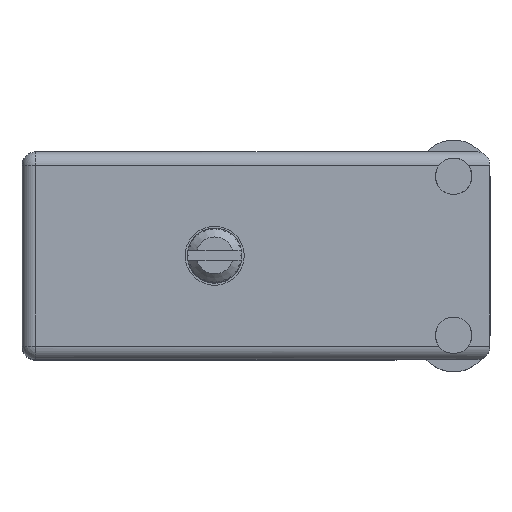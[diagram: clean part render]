
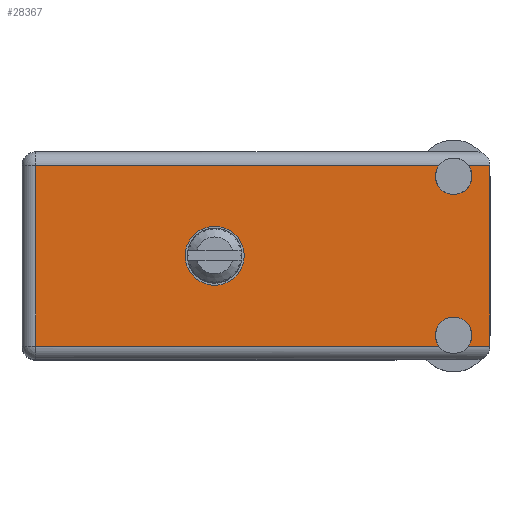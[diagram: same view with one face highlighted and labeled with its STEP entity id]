
A CAD part, top view. The second image highlights one B-rep face of the part: STEP entity #28367.
In plain terms, the highlighted face is planar.
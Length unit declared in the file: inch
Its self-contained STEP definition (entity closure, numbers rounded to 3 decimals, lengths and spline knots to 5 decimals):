
#1319 = CARTESIAN_POINT ( 'NONE',  ( 0.6625, 0.906, -0.3575 ) ) ;
#5772 = EDGE_CURVE ( 'NONE', #109364, #60967, #107788, .T. ) ;
#6772 = EDGE_CURVE ( 'NONE', #66895, #157033, #114715, .T. ) ;
#8276 = FACE_OUTER_BOUND ( 'NONE', #28147, .T. ) ;
#8318 = CARTESIAN_POINT ( 'NONE',  ( 0.047, 0.906, -0.047 ) ) ;
#8342 = ORIENTED_EDGE ( 'NONE', *, *, #157909, .F. ) ;
#9280 = CARTESIAN_POINT ( 'NONE',  ( 0.6625, 0.906, -0.459 ) ) ;
#12555 = ORIENTED_EDGE ( 'NONE', *, *, #88607, .F. ) ;
#12794 = VECTOR ( 'NONE', #63477, 39.37008 ) ;
#13419 = EDGE_CURVE ( 'NONE', #66895, #153001, #162870, .T. ) ;
#14392 = AXIS2_PLACEMENT_3D ( 'NONE', #15439, #41738, #173866 ) ;
#14961 = LINE ( 'NONE', #72176, #178216 ) ;
#15439 = CARTESIAN_POINT ( 'NONE',  ( 1.484, 0.906, -0.631 ) ) ;
#17190 = CARTESIAN_POINT ( 'NONE',  ( 1.609, 0.906, 0. ) ) ;
#23328 = ORIENTED_EDGE ( 'NONE', *, *, #28064, .T. ) ;
#23542 = EDGE_CURVE ( 'NONE', #60967, #79720, #37521, .T. ) ;
#24986 = CARTESIAN_POINT ( 'NONE',  ( 0., 0.906, -0.668 ) ) ;
#27795 = DIRECTION ( 'NONE',  ( 0., 1., 0. ) ) ;
#28064 = EDGE_CURVE ( 'NONE', #162195, #95499, #14961, .T. ) ;
#28147 = EDGE_LOOP ( 'NONE', ( #179525, #56554, #152325, #28912, #12555, #23328, #55179, #8342, #59181, #91863 ) ) ;
#28367 = ADVANCED_FACE ( 'NONE', ( #52330, #8276 ), #65491, .T. ) ;
#28492 = DIRECTION ( 'NONE',  ( 0., 0., 1. ) ) ;
#28912 = ORIENTED_EDGE ( 'NONE', *, *, #13419, .T. ) ;
#33140 = CARTESIAN_POINT ( 'NONE',  ( 0.6625, 0.906, -0.256 ) ) ;
#37521 = LINE ( 'NONE', #107896, #70530 ) ;
#40809 = CARTESIAN_POINT ( 'NONE',  ( 1.53437, 0.906, -0.047 ) ) ;
#41738 = DIRECTION ( 'NONE',  ( 0., 1., 0. ) ) ;
#47525 = EDGE_CURVE ( 'NONE', #141474, #95499, #61195, .T. ) ;
#47722 = ORIENTED_EDGE ( 'NONE', *, *, #101199, .F. ) ;
#47934 = CARTESIAN_POINT ( 'NONE',  ( 1.484, 0.906, -0.1465 ) ) ;
#50721 = VERTEX_POINT ( 'NONE', #33140 ) ;
#52330 = FACE_BOUND ( 'NONE', #148344, .T. ) ;
#55179 = ORIENTED_EDGE ( 'NONE', *, *, #47525, .F. ) ;
#56554 = ORIENTED_EDGE ( 'NONE', *, *, #168593, .F. ) ;
#57853 = CARTESIAN_POINT ( 'NONE',  ( 0.047, 0.906, -0.668 ) ) ;
#59181 = ORIENTED_EDGE ( 'NONE', *, *, #140691, .T. ) ;
#60967 = VERTEX_POINT ( 'NONE', #8318 ) ;
#61195 = CIRCLE ( 'NONE', #165930, 0.0625 ) ;
#63477 = DIRECTION ( 'NONE',  ( 1., 0., 0. ) ) ;
#64565 = CARTESIAN_POINT ( 'NONE',  ( 1.484, 0.906, -0.631 ) ) ;
#65491 = PLANE ( 'NONE',  #79495 ) ;
#66118 = CARTESIAN_POINT ( 'NONE',  ( 1.43363, 0.906, -0.047 ) ) ;
#66895 = VERTEX_POINT ( 'NONE', #40809 ) ;
#70530 = VECTOR ( 'NONE', #149167, 39.37008 ) ;
#71412 = CIRCLE ( 'NONE', #143305, 0.0625 ) ;
#72176 = CARTESIAN_POINT ( 'NONE',  ( 0., 0.906, -0.668 ) ) ;
#74416 = DIRECTION ( 'NONE',  ( 0., 0., 1. ) ) ;
#77731 = DIRECTION ( 'NONE',  ( 0., 0., 1. ) ) ;
#79495 = AXIS2_PLACEMENT_3D ( 'NONE', #122704, #179846, #109552 ) ;
#79720 = VERTEX_POINT ( 'NONE', #66118 ) ;
#82642 = CARTESIAN_POINT ( 'NONE',  ( 1.53437, 0.906, -0.668 ) ) ;
#82712 = CARTESIAN_POINT ( 'NONE',  ( 1.609, 0.906, -0.668 ) ) ;
#83146 = DIRECTION ( 'NONE',  ( 0., 0., 1. ) ) ;
#86295 = CIRCLE ( 'NONE', #14392, 0.0625 ) ;
#87107 = CARTESIAN_POINT ( 'NONE',  ( 1.484, 0.906, -0.5685 ) ) ;
#88607 = EDGE_CURVE ( 'NONE', #162195, #153001, #128854, .T. ) ;
#91863 = ORIENTED_EDGE ( 'NONE', *, *, #5772, .T. ) ;
#94635 = CARTESIAN_POINT ( 'NONE',  ( 0.047, 0.906, -0.715 ) ) ;
#95499 = VERTEX_POINT ( 'NONE', #82642 ) ;
#95816 = VECTOR ( 'NONE', #105960, 39.37008 ) ;
#96309 = LINE ( 'NONE', #24986, #131103 ) ;
#96443 = AXIS2_PLACEMENT_3D ( 'NONE', #128250, #112321, #111388 ) ;
#99720 = AXIS2_PLACEMENT_3D ( 'NONE', #110381, #27795, #83146 ) ;
#101199 = EDGE_CURVE ( 'NONE', #50721, #142283, #141399, .T. ) ;
#102830 = ORIENTED_EDGE ( 'NONE', *, *, #119774, .F. ) ;
#105960 = DIRECTION ( 'NONE',  ( 0., 0., 1. ) ) ;
#107788 = LINE ( 'NONE', #94635, #95816 ) ;
#107896 = CARTESIAN_POINT ( 'NONE',  ( 1.609, 0.906, -0.047 ) ) ;
#108995 = CIRCLE ( 'NONE', #177903, 0.1015 ) ;
#109364 = VERTEX_POINT ( 'NONE', #57853 ) ;
#109552 = DIRECTION ( 'NONE',  ( 0., 0., 1. ) ) ;
#110381 = CARTESIAN_POINT ( 'NONE',  ( 1.484, 0.906, -0.084 ) ) ;
#111287 = DIRECTION ( 'NONE',  ( -1., 0., 0. ) ) ;
#111388 = DIRECTION ( 'NONE',  ( 0., 0., 1. ) ) ;
#112321 = DIRECTION ( 'NONE',  ( 0., 1., 0. ) ) ;
#114715 = CIRCLE ( 'NONE', #99720, 0.0625 ) ;
#119774 = EDGE_CURVE ( 'NONE', #142283, #50721, #108995, .T. ) ;
#122704 = CARTESIAN_POINT ( 'NONE',  ( 0., 0.906, -0.715 ) ) ;
#128250 = CARTESIAN_POINT ( 'NONE',  ( 0.6625, 0.906, -0.3575 ) ) ;
#128854 = LINE ( 'NONE', #17190, #176578 ) ;
#130725 = DIRECTION ( 'NONE',  ( 0., 1., 0. ) ) ;
#131103 = VECTOR ( 'NONE', #111287, 39.37008 ) ;
#135873 = CARTESIAN_POINT ( 'NONE',  ( 1.484, 0.906, -0.084 ) ) ;
#140691 = EDGE_CURVE ( 'NONE', #173973, #109364, #96309, .T. ) ;
#141399 = CIRCLE ( 'NONE', #96443, 0.1015 ) ;
#141474 = VERTEX_POINT ( 'NONE', #87107 ) ;
#142283 = VERTEX_POINT ( 'NONE', #9280 ) ;
#143305 = AXIS2_PLACEMENT_3D ( 'NONE', #135873, #180784, #165805 ) ;
#148344 = EDGE_LOOP ( 'NONE', ( #47722, #102830 ) ) ;
#148984 = DIRECTION ( 'NONE',  ( 0., 1., 0. ) ) ;
#149167 = DIRECTION ( 'NONE',  ( 1., 0., 0. ) ) ;
#152325 = ORIENTED_EDGE ( 'NONE', *, *, #6772, .F. ) ;
#153001 = VERTEX_POINT ( 'NONE', #170094 ) ;
#157033 = VERTEX_POINT ( 'NONE', #47934 ) ;
#157909 = EDGE_CURVE ( 'NONE', #173973, #141474, #86295, .T. ) ;
#158046 = CARTESIAN_POINT ( 'NONE',  ( 1.43363, 0.906, -0.668 ) ) ;
#162195 = VERTEX_POINT ( 'NONE', #82712 ) ;
#162870 = LINE ( 'NONE', #175992, #12794 ) ;
#165805 = DIRECTION ( 'NONE',  ( 0., 0., 1. ) ) ;
#165930 = AXIS2_PLACEMENT_3D ( 'NONE', #64565, #148984, #77731 ) ;
#168593 = EDGE_CURVE ( 'NONE', #157033, #79720, #71412, .T. ) ;
#170094 = CARTESIAN_POINT ( 'NONE',  ( 1.609, 0.906, -0.047 ) ) ;
#172448 = DIRECTION ( 'NONE',  ( -1., 0., 0. ) ) ;
#173866 = DIRECTION ( 'NONE',  ( 0., 0., 1. ) ) ;
#173973 = VERTEX_POINT ( 'NONE', #158046 ) ;
#175992 = CARTESIAN_POINT ( 'NONE',  ( 1.609, 0.906, -0.047 ) ) ;
#176578 = VECTOR ( 'NONE', #74416, 39.37008 ) ;
#177903 = AXIS2_PLACEMENT_3D ( 'NONE', #1319, #130725, #28492 ) ;
#178216 = VECTOR ( 'NONE', #172448, 39.37008 ) ;
#179525 = ORIENTED_EDGE ( 'NONE', *, *, #23542, .T. ) ;
#179846 = DIRECTION ( 'NONE',  ( 0., 1., 0. ) ) ;
#180784 = DIRECTION ( 'NONE',  ( 0., 1., 0. ) ) ;
